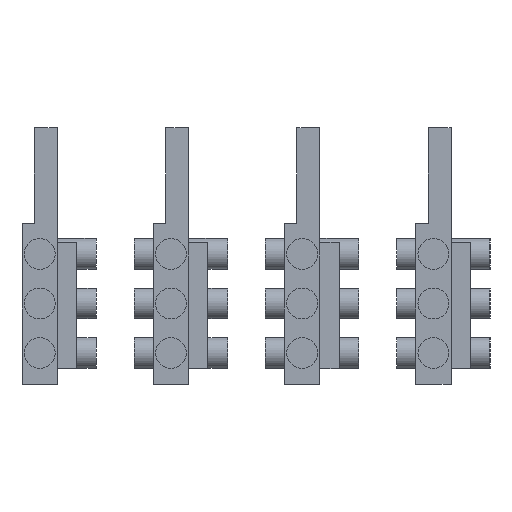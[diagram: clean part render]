
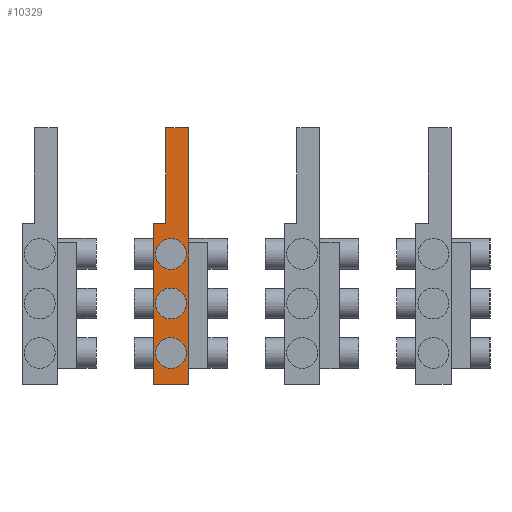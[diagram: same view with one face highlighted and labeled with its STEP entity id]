
A CAD part, left-side view. The second image highlights one B-rep face of the part: STEP entity #10329.
In plain terms, the highlighted planar face has unit normal (-1, 0, 0).
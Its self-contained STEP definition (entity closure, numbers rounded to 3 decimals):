
#496 = VERTEX_POINT ( 'NONE', #3480 ) ;
#505 = VERTEX_POINT ( 'NONE', #3489 ) ;
#516 = VERTEX_POINT ( 'NONE', #3500 ) ;
#600 = VERTEX_POINT ( 'NONE', #3584 ) ;
#622 = VERTEX_POINT ( 'NONE', #3606 ) ;
#636 = VERTEX_POINT ( 'NONE', #3620 ) ;
#681 = VECTOR ( 'NONE', #5620, 1000. ) ;
#696 = AXIS2_PLACEMENT_3D ( 'NONE', #5575, #5582, #5583 ) ;
#697 = VECTOR ( 'NONE', #5602, 1000. ) ;
#749 = AXIS2_PLACEMENT_3D ( 'NONE', #5572, #5573, #5574 ) ;
#766 = VECTOR ( 'NONE', #5548, 1000. ) ;
#769 = VECTOR ( 'NONE', #5557, 1000. ) ;
#770 = AXIS2_PLACEMENT_3D ( 'NONE', #5563, #5564, #5565 ) ;
#854 = VECTOR ( 'NONE', #5593, 1000. ) ;
#1525 = AXIS2_PLACEMENT_3D ( 'NONE', #6540, #6541, #6542 ) ;
#1594 = FACE_BOUND ( 'NONE', #9500, .T. ) ;
#1950 = VERTEX_POINT ( 'NONE', #3821 ) ;
#1959 = VERTEX_POINT ( 'NONE', #3830 ) ;
#1961 = VERTEX_POINT ( 'NONE', #3832 ) ;
#1962 = VERTEX_POINT ( 'NONE', #3833 ) ;
#1968 = VERTEX_POINT ( 'NONE', #3838 ) ;
#1972 = VERTEX_POINT ( 'NONE', #3842 ) ;
#2034 = ORIENTED_EDGE ( 'NONE', *, *, #10373, .T. ) ;
#2035 = ORIENTED_EDGE ( 'NONE', *, *, #9049, .T. ) ;
#2036 = ORIENTED_EDGE ( 'NONE', *, *, #9046, .T. ) ;
#2037 = ORIENTED_EDGE ( 'NONE', *, *, #10442, .T. ) ;
#2038 = ORIENTED_EDGE ( 'NONE', *, *, #9043, .T. ) ;
#2039 = ORIENTED_EDGE ( 'NONE', *, *, #10406, .T. ) ;
#2040 = ORIENTED_EDGE ( 'NONE', *, *, #9040, .F. ) ;
#2041 = ORIENTED_EDGE ( 'NONE', *, *, #9037, .F. ) ;
#2042 = ORIENTED_EDGE ( 'NONE', *, *, #9052, .T. ) ;
#2043 = ORIENTED_EDGE ( 'NONE', *, *, #9061, .F. ) ;
#2044 = ORIENTED_EDGE ( 'NONE', *, *, #10424, .F. ) ;
#2045 = ORIENTED_EDGE ( 'NONE', *, *, #9055, .F. ) ;
#3480 = CARTESIAN_POINT ( 'NONE',  ( -0.5, 6., -14.5 ) ) ;
#3489 = CARTESIAN_POINT ( 'NONE',  ( -0.5, 5., -14.5 ) ) ;
#3500 = CARTESIAN_POINT ( 'NONE',  ( -0.5, 5., -6.75 ) ) ;
#3584 = CARTESIAN_POINT ( 'NONE',  ( -0.5, 3.143, -27.5 ) ) ;
#3606 = CARTESIAN_POINT ( 'NONE',  ( -0.5, 6., -27.5 ) ) ;
#3620 = CARTESIAN_POINT ( 'NONE',  ( -0.5, 3.143, -6.75 ) ) ;
#3821 = CARTESIAN_POINT ( 'NONE',  ( -0.5, 4.571, -19.71 ) ) ;
#3830 = CARTESIAN_POINT ( 'NONE',  ( -0.5, 4.571, -15.71 ) ) ;
#3832 = CARTESIAN_POINT ( 'NONE',  ( -0.5, 4.571, -26.21 ) ) ;
#3833 = CARTESIAN_POINT ( 'NONE',  ( -0.5, 4.571, -23.71 ) ) ;
#3838 = CARTESIAN_POINT ( 'NONE',  ( -0.5, 4.571, -22.21 ) ) ;
#3842 = CARTESIAN_POINT ( 'NONE',  ( -0.5, 4.571, -18.21 ) ) ;
#5546 = LINE ( 'NONE', #5547, #766 ) ;
#5547 = CARTESIAN_POINT ( 'NONE',  ( -0.5, 6., -6.75 ) ) ;
#5548 = DIRECTION ( 'NONE',  ( 0., 0., 1. ) ) ;
#5555 = LINE ( 'NONE', #5556, #769 ) ;
#5556 = CARTESIAN_POINT ( 'NONE',  ( -0.5, 5., 0. ) ) ;
#5557 = DIRECTION ( 'NONE',  ( 0., 0., 1. ) ) ;
#5563 = CARTESIAN_POINT ( 'NONE',  ( -0.5, 4.571, -24.96 ) ) ;
#5564 = DIRECTION ( 'NONE',  ( 1., 0., 0. ) ) ;
#5565 = DIRECTION ( 'NONE',  ( 0., 0., -1. ) ) ;
#5572 = CARTESIAN_POINT ( 'NONE',  ( -0.5, 4.571, -16.96 ) ) ;
#5573 = DIRECTION ( 'NONE',  ( 1., 0., 0. ) ) ;
#5574 = DIRECTION ( 'NONE',  ( 0., 0., -1. ) ) ;
#5575 = CARTESIAN_POINT ( 'NONE',  ( -0.5, 4.571, -20.96 ) ) ;
#5582 = DIRECTION ( 'NONE',  ( 1., 0., 0. ) ) ;
#5583 = DIRECTION ( 'NONE',  ( 0., 0., -1. ) ) ;
#5591 = LINE ( 'NONE', #5592, #854 ) ;
#5592 = CARTESIAN_POINT ( 'NONE',  ( -0.5, 0., -14.5 ) ) ;
#5593 = DIRECTION ( 'NONE',  ( 0., 1., 0. ) ) ;
#5600 = LINE ( 'NONE', #5601, #697 ) ;
#5601 = CARTESIAN_POINT ( 'NONE',  ( -0.5, 3.143, -6.75 ) ) ;
#5602 = DIRECTION ( 'NONE',  ( 0., 0., -1. ) ) ;
#5618 = LINE ( 'NONE', #5619, #681 ) ;
#5619 = CARTESIAN_POINT ( 'NONE',  ( -0.5, 6., -27.5 ) ) ;
#5620 = DIRECTION ( 'NONE',  ( 0., 1., 0. ) ) ;
#6536 = PLANE ( 'NONE',  #1525 ) ;
#6540 = CARTESIAN_POINT ( 'NONE',  ( -0.5, 0., 0. ) ) ;
#6541 = DIRECTION ( 'NONE',  ( 1., 0., 0. ) ) ;
#6542 = DIRECTION ( 'NONE',  ( 0., 0., -1. ) ) ;
#6693 = CARTESIAN_POINT ( 'NONE',  ( -0.5, 4.571, -20.96 ) ) ;
#6694 = DIRECTION ( 'NONE',  ( 1., 0., 0. ) ) ;
#6695 = DIRECTION ( 'NONE',  ( 0., 0., -1. ) ) ;
#6797 = CARTESIAN_POINT ( 'NONE',  ( -0.5, 4.571, -24.96 ) ) ;
#6798 = DIRECTION ( 'NONE',  ( 1., 0., 0. ) ) ;
#6799 = DIRECTION ( 'NONE',  ( 0., 0., -1. ) ) ;
#6859 = LINE ( 'NONE', #6860, #8279 ) ;
#6860 = CARTESIAN_POINT ( 'NONE',  ( -0.5, 6., -6.75 ) ) ;
#6861 = DIRECTION ( 'NONE',  ( 0., -1., 0. ) ) ;
#6919 = CARTESIAN_POINT ( 'NONE',  ( -0.5, 4.571, -16.96 ) ) ;
#6920 = DIRECTION ( 'NONE',  ( 1., 0., 0. ) ) ;
#6921 = DIRECTION ( 'NONE',  ( 0., 0., -1. ) ) ;
#8214 = FACE_OUTER_BOUND ( 'NONE', #9503, .T. ) ;
#8215 = FACE_BOUND ( 'NONE', #9502, .T. ) ;
#8218 = FACE_BOUND ( 'NONE', #9501, .T. ) ;
#8230 = AXIS2_PLACEMENT_3D ( 'NONE', #6919, #6920, #6921 ) ;
#8279 = VECTOR ( 'NONE', #6861, 1000. ) ;
#8314 = AXIS2_PLACEMENT_3D ( 'NONE', #6797, #6798, #6799 ) ;
#8377 = AXIS2_PLACEMENT_3D ( 'NONE', #6693, #6694, #6695 ) ;
#9037 = EDGE_CURVE ( 'NONE', #622, #496, #5546, .T. ) ;
#9040 = EDGE_CURVE ( 'NONE', #505, #516, #5555, .T. ) ;
#9043 = EDGE_CURVE ( 'NONE', #1962, #1961, #9912, .T. ) ;
#9046 = EDGE_CURVE ( 'NONE', #1959, #1972, #9903, .T. ) ;
#9049 = EDGE_CURVE ( 'NONE', #1950, #1968, #9900, .T. ) ;
#9052 = EDGE_CURVE ( 'NONE', #505, #496, #5591, .T. ) ;
#9055 = EDGE_CURVE ( 'NONE', #636, #600, #5600, .T. ) ;
#9061 = EDGE_CURVE ( 'NONE', #600, #622, #5618, .T. ) ;
#9500 = EDGE_LOOP ( 'NONE', ( #2034, #2035 ) ) ;
#9501 = EDGE_LOOP ( 'NONE', ( #2037, #2036 ) ) ;
#9502 = EDGE_LOOP ( 'NONE', ( #2039, #2038 ) ) ;
#9503 = EDGE_LOOP ( 'NONE', ( #2040, #2042, #2041, #2043, #2045, #2044 ) ) ;
#9660 = CIRCLE ( 'NONE', #8377, 1.25 ) ;
#9900 = CIRCLE ( 'NONE', #696, 1.25 ) ;
#9903 = CIRCLE ( 'NONE', #749, 1.25 ) ;
#9912 = CIRCLE ( 'NONE', #770, 1.25 ) ;
#10248 = CIRCLE ( 'NONE', #8230, 1.25 ) ;
#10249 = CIRCLE ( 'NONE', #8314, 1.25 ) ;
#10329 = ADVANCED_FACE ( 'NONE', ( #1594, #8218, #8215, #8214 ), #6536, .F. ) ;
#10373 = EDGE_CURVE ( 'NONE', #1968, #1950, #9660, .T. ) ;
#10406 = EDGE_CURVE ( 'NONE', #1961, #1962, #10249, .T. ) ;
#10424 = EDGE_CURVE ( 'NONE', #516, #636, #6859, .T. ) ;
#10442 = EDGE_CURVE ( 'NONE', #1972, #1959, #10248, .T. ) ;
